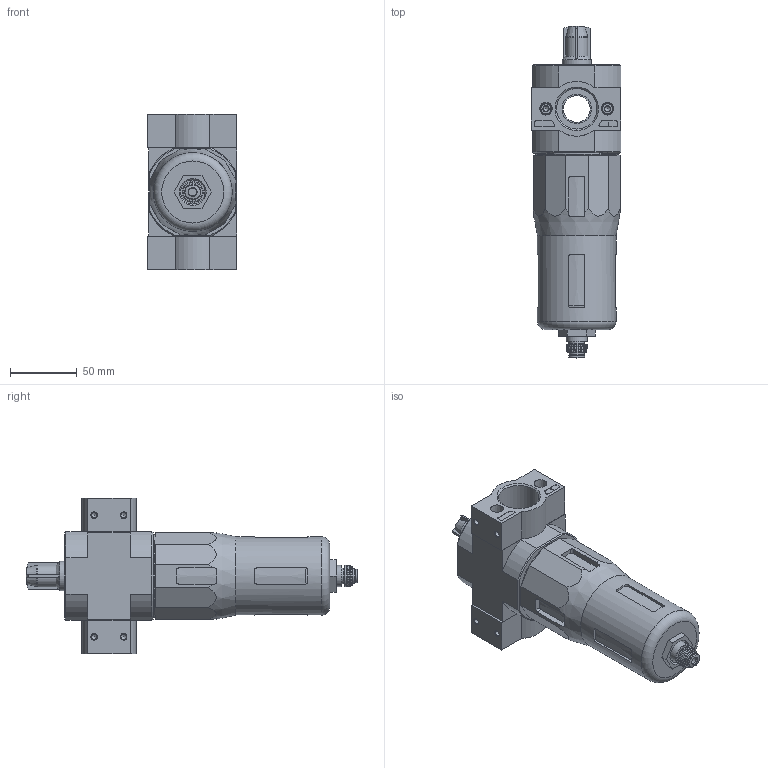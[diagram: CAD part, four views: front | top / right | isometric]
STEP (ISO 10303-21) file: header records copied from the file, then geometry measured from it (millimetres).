
FILE_DESCRIPTION(/* description */ ('STEP AP214'),/* implementation_level */ '2;1');
FILE_NAME(/* name */ '532862_LFMA-1-D-MAXI-DA-A',/* time_stamp */ '2024-09-03T14:51:01+02:00',/* author */ ('License CC BY-ND 4.0'),/* organization */ ('CADENAS'),/* preprocessor_version */ 'ST-DEVELOPER v19.3',/* originating_system */ 'PARTsolutions',/* authorisation */ ' ');
FILE_SCHEMA (('AUTOMOTIVE_DESIGN {1 0 10303 214 3 1 1}'));
Length unit declared in the file: millimetre
Products named in the file (7): 532862 LFMA-1-D-MAXI-DA-A; 670980 LFMA-D-MAXI-DA-A; 380315 PBL-1-D-MAXI-R---(0) p1; DIN-912 - M5x20(F); 373059 LF-D-MAXI; 380313 PBL-1-D-MAXI-L---(1) p1; 526489 MS4-LFR-V
Assembly tree (10 placements, depth 2):
  532862 LFMA-1-D-MAXI-DA-A
    670980 LFMA-D-MAXI-DA-A
    380315 PBL-1-D-MAXI-R---(0) p1
    DIN-912 - M5x20(F)  x4
    373059 LF-D-MAXI  x2
    380313 PBL-1-D-MAXI-L---(1) p1
    526489 MS4-LFR-V
Bounding box: 67.1 x 248.22 x 116 mm (x, y, z)
Volume: 711962 mm3; surface area: 94159.7 mm2
Topology: 10 solids, 10 shells, 503 faces, 1168 edges, 728 vertices
Faces by surface type: plane 236, cylinder 119, cone 111, torus 36, sphere 1
Full cylindrical faces by diameter (mm): 4.134 x8, 5 x4, 6 x1, 7 x4, 7.3 x2, 8.5 x4, 11 x1, 11.4 x1, 11.6 x1, 11.8 x1, 15.8 x1, 18 x1, 22 x4, 22.2 x1, 30 x2, 30.291 x2, 58.8 x1, 62 x2
Entity records: 13365 total; most frequent: CARTESIAN_POINT 2496, DIRECTION 1832, ORIENTED_EDGE 1712, EDGE_CURVE 856, AXIS2_PLACEMENT_3D 725, VERTEX_POINT 613, FACE_BOUND 571, EDGE_LOOP 564
